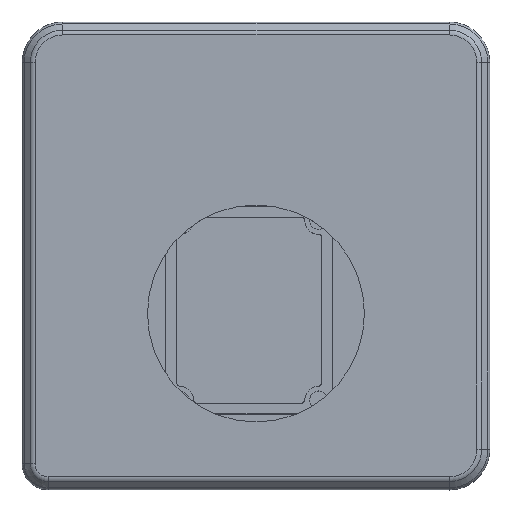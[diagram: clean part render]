
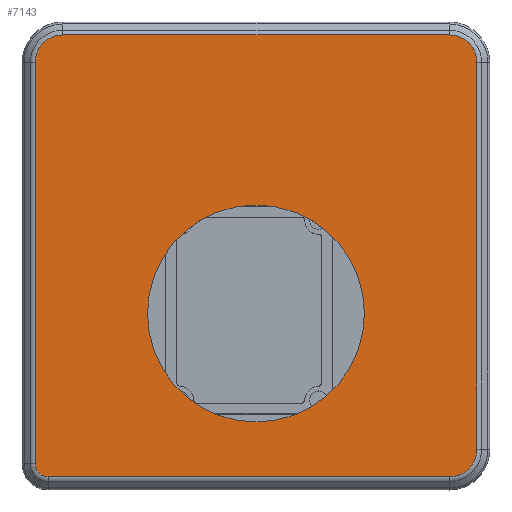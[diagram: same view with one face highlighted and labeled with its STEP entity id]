
A CAD part, top view. The second image highlights one B-rep face of the part: STEP entity #7143.
In plain terms, the highlighted planar face has unit normal (0, 0, 1).
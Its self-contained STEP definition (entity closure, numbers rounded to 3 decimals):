
#61=FACE_BOUND('',#1318,.T.);
#199=CIRCLE('',#7640,4.086);
#205=CIRCLE('',#7648,4.086);
#209=CIRCLE('',#7654,4.086);
#213=CIRCLE('',#7660,1.912);
#216=CIRCLE('',#7669,16.);
#588=PLANE('',#7668);
#881=FACE_OUTER_BOUND('',#1317,.T.);
#1317=EDGE_LOOP('',(#5608,#5609,#5610,#5611,#5612,#5613,#5614,#5615));
#1318=EDGE_LOOP('',(#5616));
#1869=LINE('',#11211,#2564);
#1871=LINE('',#11223,#2566);
#1873=LINE('',#11235,#2568);
#1875=LINE('',#11244,#2570);
#2564=VECTOR('',#8717,10.);
#2566=VECTOR('',#8731,10.);
#2568=VECTOR('',#8745,10.);
#2570=VECTOR('',#8757,10.);
#3344=VERTEX_POINT('',#11199);
#3345=VERTEX_POINT('',#11201);
#3347=VERTEX_POINT('',#11207);
#3349=VERTEX_POINT('',#11213);
#3351=VERTEX_POINT('',#11219);
#3353=VERTEX_POINT('',#11225);
#3355=VERTEX_POINT('',#11231);
#3357=VERTEX_POINT('',#11237);
#3364=VERTEX_POINT('',#11264);
#4151=EDGE_CURVE('',#3344,#3345,#199,.T.);
#4156=EDGE_CURVE('',#3345,#3347,#1869,.T.);
#4159=EDGE_CURVE('',#3347,#3349,#205,.T.);
#4162=EDGE_CURVE('',#3349,#3351,#1871,.T.);
#4165=EDGE_CURVE('',#3351,#3353,#209,.T.);
#4168=EDGE_CURVE('',#3353,#3355,#1873,.T.);
#4171=EDGE_CURVE('',#3355,#3357,#213,.T.);
#4173=EDGE_CURVE('',#3357,#3344,#1875,.T.);
#4183=EDGE_CURVE('',#3364,#3364,#216,.T.);
#5608=ORIENTED_EDGE('',*,*,#4151,.F.);
#5609=ORIENTED_EDGE('',*,*,#4173,.F.);
#5610=ORIENTED_EDGE('',*,*,#4171,.F.);
#5611=ORIENTED_EDGE('',*,*,#4168,.F.);
#5612=ORIENTED_EDGE('',*,*,#4165,.F.);
#5613=ORIENTED_EDGE('',*,*,#4162,.F.);
#5614=ORIENTED_EDGE('',*,*,#4159,.F.);
#5615=ORIENTED_EDGE('',*,*,#4156,.F.);
#5616=ORIENTED_EDGE('',*,*,#4183,.T.);
#7143=ADVANCED_FACE('',(#881,#61),#588,.T.);
#7640=AXIS2_PLACEMENT_3D('',#11202,#8706,#8707);
#7648=AXIS2_PLACEMENT_3D('',#11217,#8724,#8725);
#7654=AXIS2_PLACEMENT_3D('',#11229,#8738,#8739);
#7660=AXIS2_PLACEMENT_3D('',#11241,#8752,#8753);
#7668=AXIS2_PLACEMENT_3D('',#11263,#8777,#8778);
#7669=AXIS2_PLACEMENT_3D('',#11265,#8779,#8780);
#8706=DIRECTION('center_axis',(0.,0.,-1.));
#8707=DIRECTION('ref_axis',(-0.707,0.707,0.));
#8717=DIRECTION('',(1.,0.,0.));
#8724=DIRECTION('center_axis',(0.,0.,-1.));
#8725=DIRECTION('ref_axis',(0.707,0.707,0.));
#8731=DIRECTION('',(0.,-1.,0.));
#8738=DIRECTION('center_axis',(0.,0.,-1.));
#8739=DIRECTION('ref_axis',(0.707,-0.707,0.));
#8745=DIRECTION('',(-1.,0.,0.));
#8752=DIRECTION('center_axis',(0.,0.,-1.));
#8753=DIRECTION('ref_axis',(-0.707,-0.707,0.));
#8757=DIRECTION('',(0.,1.,0.));
#8777=DIRECTION('center_axis',(0.,0.,1.));
#8778=DIRECTION('ref_axis',(-1.,0.,0.));
#8779=DIRECTION('center_axis',(0.,0.,-1.));
#8780=DIRECTION('ref_axis',(-1.,0.,0.));
#11199=CARTESIAN_POINT('',(-32.586,28.5,23.));
#11201=CARTESIAN_POINT('',(-28.5,32.586,23.));
#11202=CARTESIAN_POINT('Origin',(-28.5,28.5,23.));
#11207=CARTESIAN_POINT('',(28.5,32.586,23.));
#11211=CARTESIAN_POINT('',(7.125,32.586,23.));
#11213=CARTESIAN_POINT('',(32.586,28.5,23.));
#11217=CARTESIAN_POINT('Origin',(28.5,28.5,23.));
#11219=CARTESIAN_POINT('',(32.586,-28.5,23.));
#11223=CARTESIAN_POINT('',(32.586,-7.125,23.));
#11225=CARTESIAN_POINT('',(28.5,-32.586,23.));
#11229=CARTESIAN_POINT('Origin',(28.5,-28.5,23.));
#11231=CARTESIAN_POINT('',(-30.674,-32.586,23.));
#11235=CARTESIAN_POINT('',(-7.668,-32.586,23.));
#11237=CARTESIAN_POINT('',(-32.586,-30.674,23.));
#11241=CARTESIAN_POINT('Origin',(-30.674,-30.674,23.));
#11244=CARTESIAN_POINT('',(-32.586,7.125,23.));
#11263=CARTESIAN_POINT('Origin',(0.,0.,
23.));
#11264=CARTESIAN_POINT('',(15.996,-8.5,23.));
#11265=CARTESIAN_POINT('Origin',(-0.004,-8.5,23.));
